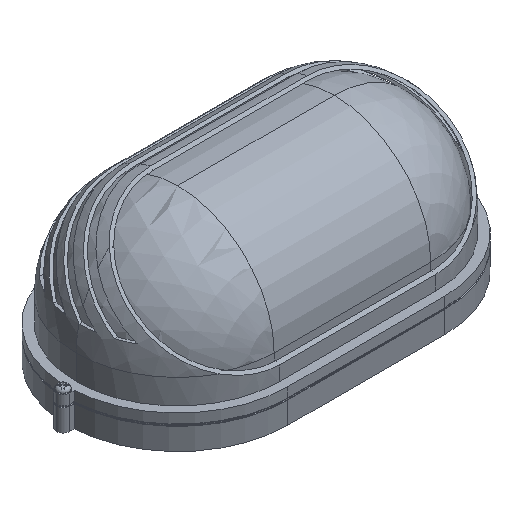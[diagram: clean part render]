
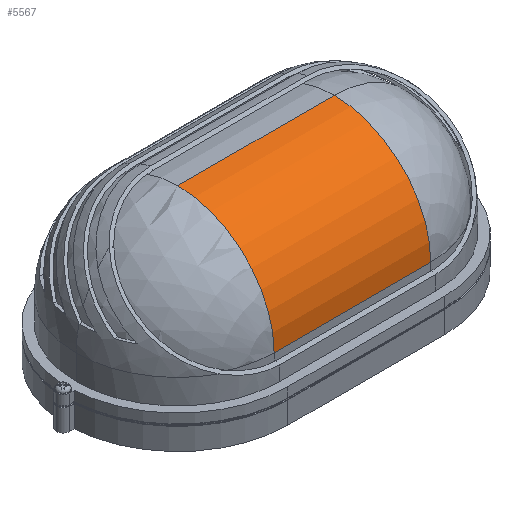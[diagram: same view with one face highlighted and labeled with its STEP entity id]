
A CAD part, isometric view. The second image highlights one B-rep face of the part: STEP entity #5567.
In plain terms, the highlighted cylindrical face has radius 66.5 mm (diameter 133 mm), a partial arc.
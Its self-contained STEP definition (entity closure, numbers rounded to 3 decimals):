
#6 = AXIS2_PLACEMENT_3D ( 'NONE', #5395, #2700, #26 ) ;
#26 = DIRECTION ( 'NONE',  ( 0., 1., 0. ) ) ;
#171 = ORIENTED_EDGE ( 'NONE', *, *, #2425, .F. ) ;
#526 = CARTESIAN_POINT ( 'NONE',  ( 54., 0., 105. ) ) ;
#587 = CIRCLE ( 'NONE', #6, 66.5 ) ;
#631 = VERTEX_POINT ( 'NONE', #526 ) ;
#899 = DIRECTION ( 'NONE',  ( 1., 0., 0. ) ) ;
#1871 = AXIS2_PLACEMENT_3D ( 'NONE', #3587, #899, #4042 ) ;
#2278 = EDGE_CURVE ( 'NONE', #631, #3476, #2976, .T. ) ;
#2425 = EDGE_CURVE ( 'NONE', #631, #3649, #587, .T. ) ;
#2544 = CARTESIAN_POINT ( 'NONE',  ( -54., -66.5, 38.5 ) ) ;
#2676 = EDGE_LOOP ( 'NONE', ( #5696, #5407, #171, #3007 ) ) ;
#2687 = DIRECTION ( 'NONE',  ( 0., 1., 0. ) ) ;
#2700 = DIRECTION ( 'NONE',  ( 1., 0., 0. ) ) ;
#2717 = VECTOR ( 'NONE', #4316, 1000. ) ;
#2910 = EDGE_CURVE ( 'NONE', #3476, #4064, #3117, .T. ) ;
#2976 = LINE ( 'NONE', #4762, #2717 ) ;
#2988 = VECTOR ( 'NONE', #4213, 1000. ) ;
#3007 = ORIENTED_EDGE ( 'NONE', *, *, #2278, .T. ) ;
#3117 = CIRCLE ( 'NONE', #1871, 66.5 ) ;
#3284 = AXIS2_PLACEMENT_3D ( 'NONE', #5387, #4440, #2687 ) ;
#3476 = VERTEX_POINT ( 'NONE', #5705 ) ;
#3587 = CARTESIAN_POINT ( 'NONE',  ( -54., 0., 38.5 ) ) ;
#3649 = VERTEX_POINT ( 'NONE', #4969 ) ;
#3712 = EDGE_CURVE ( 'NONE', #3649, #4064, #4166, .T. ) ;
#3766 = CARTESIAN_POINT ( 'NONE',  ( -54., -66.5, 38.5 ) ) ;
#4042 = DIRECTION ( 'NONE',  ( 0., 1., 0. ) ) ;
#4064 = VERTEX_POINT ( 'NONE', #2544 ) ;
#4166 = LINE ( 'NONE', #3766, #2988 ) ;
#4213 = DIRECTION ( 'NONE',  ( -1., 0., 0. ) ) ;
#4254 = CYLINDRICAL_SURFACE ( 'NONE', #3284, 66.5 ) ;
#4316 = DIRECTION ( 'NONE',  ( -1., 0., 0. ) ) ;
#4440 = DIRECTION ( 'NONE',  ( 1., 0., 0. ) ) ;
#4762 = CARTESIAN_POINT ( 'NONE',  ( -54., 0., 105. ) ) ;
#4969 = CARTESIAN_POINT ( 'NONE',  ( 54., -66.5, 38.5 ) ) ;
#5387 = CARTESIAN_POINT ( 'NONE',  ( -54., 0., 38.5 ) ) ;
#5395 = CARTESIAN_POINT ( 'NONE',  ( 54., 0., 38.5 ) ) ;
#5407 = ORIENTED_EDGE ( 'NONE', *, *, #3712, .F. ) ;
#5567 = ADVANCED_FACE ( 'NONE', ( #5602 ), #4254, .T. ) ;
#5602 = FACE_OUTER_BOUND ( 'NONE', #2676, .T. ) ;
#5696 = ORIENTED_EDGE ( 'NONE', *, *, #2910, .T. ) ;
#5705 = CARTESIAN_POINT ( 'NONE',  ( -54., 0., 105. ) ) ;
